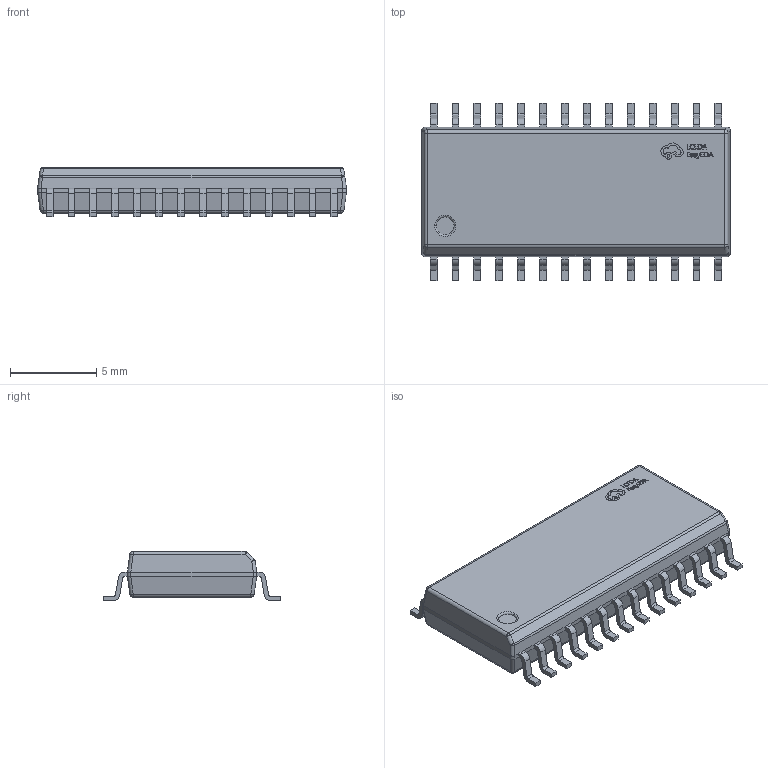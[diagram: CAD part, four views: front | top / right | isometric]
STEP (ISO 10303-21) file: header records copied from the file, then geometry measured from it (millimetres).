
FILE_DESCRIPTION (( 'STEP AP214' ), '1' );
FILE_NAME ('SOP-28_L17.9-W7.5-P1.27-LS10.3-BL.STEP', '2022-10-25T09:46:00', ( '' ), ( '' ), 'SwSTEP 2.0', 'SolidWorks 2020', '' );
FILE_SCHEMA (( 'AUTOMOTIVE_DESIGN' ));
Length unit declared in the file: millimetre
Products named in the file (1): SOP-28_L17.9-W7.5-P1.27-LS10.3-BL
Bounding box: 17.9 x 10.3 x 2.85 mm (x, y, z)
Volume: 349.8 mm3; surface area: 464.3 mm2
Topology: 1 solids, 1 shells, 667 faces, 1793 edges, 1148 vertices
Faces by surface type: plane 422, cylinder 135, bspline 98, sphere 10, torus 2
Entity records: 28474 total; most frequent: CARTESIAN_POINT 4987, ORIENTED_EDGE 3586, DIRECTION 2969, EDGE_CURVE 1793, VECTOR 1309, LINE 1309, VERTEX_POINT 1148, AXIS2_PLACEMENT_3D 830
